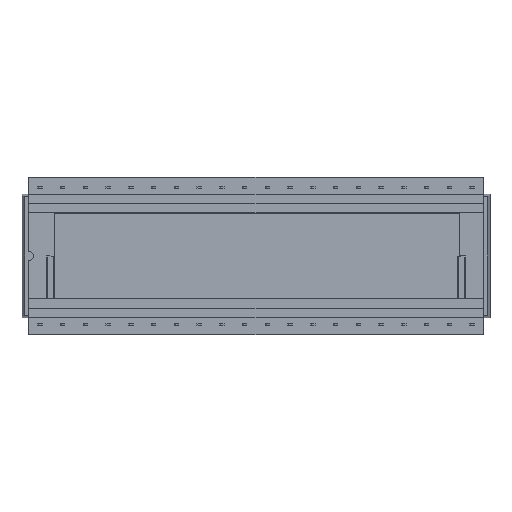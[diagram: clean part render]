
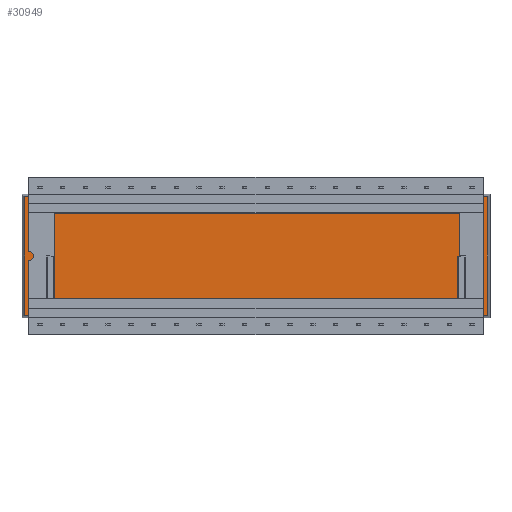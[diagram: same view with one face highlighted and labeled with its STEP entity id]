
A CAD part, front view. The second image highlights one B-rep face of the part: STEP entity #30949.
In plain terms, the highlighted planar face has unit normal (0, -1, 0).
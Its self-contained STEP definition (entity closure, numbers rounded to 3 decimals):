
#1937 = DIRECTION ( 'NONE',  ( 0., 0., -1. ) ) ;
#2837 = ORIENTED_EDGE ( 'NONE', *, *, #3480, .T. ) ;
#3480 = EDGE_CURVE ( 'NONE', #22552, #15198, #37589, .T. ) ;
#3800 = LINE ( 'NONE', #15948, #18421 ) ;
#5301 = FACE_OUTER_BOUND ( 'NONE', #20456, .T. ) ;
#5496 = DIRECTION ( 'NONE',  ( 0., 0., -1. ) ) ;
#5863 = ORIENTED_EDGE ( 'NONE', *, *, #31745, .T. ) ;
#6156 = AXIS2_PLACEMENT_3D ( 'NONE', #15149, #21147, #1937 ) ;
#8174 = ORIENTED_EDGE ( 'NONE', *, *, #30211, .T. ) ;
#8481 = EDGE_CURVE ( 'NONE', #32196, #22552, #3800, .T. ) ;
#8696 = DIRECTION ( 'NONE',  ( 1., 0., 0. ) ) ;
#9551 = VERTEX_POINT ( 'NONE', #14627 ) ;
#11590 = VECTOR ( 'NONE', #8696, 1000. ) ;
#13234 = CARTESIAN_POINT ( 'NONE',  ( -7.007, 9.528, 19.599 ) ) ;
#13256 = DIRECTION ( 'NONE',  ( 0., 0., 1. ) ) ;
#14269 = CARTESIAN_POINT ( 'NONE',  ( -58.647, 9.528, 19.599 ) ) ;
#14627 = CARTESIAN_POINT ( 'NONE',  ( -58.647, 9.528, 6.38 ) ) ;
#15149 = CARTESIAN_POINT ( 'NONE',  ( -6.697, 9.528, 6.069 ) ) ;
#15198 = VERTEX_POINT ( 'NONE', #14269 ) ;
#15948 = CARTESIAN_POINT ( 'NONE',  ( -7.007, 9.528, 19.909 ) ) ;
#18015 = PLANE ( 'NONE',  #6156 ) ;
#18421 = VECTOR ( 'NONE', #13256, 1000. ) ;
#18468 = CARTESIAN_POINT ( 'NONE',  ( -58.957, 9.528, 6.38 ) ) ;
#19032 = VECTOR ( 'NONE', #34419, 1000. ) ;
#20456 = EDGE_LOOP ( 'NONE', ( #21734, #2837, #8174, #5863 ) ) ;
#21147 = DIRECTION ( 'NONE',  ( 0., -1., 0. ) ) ;
#21511 = CARTESIAN_POINT ( 'NONE',  ( -58.957, 9.528, 19.599 ) ) ;
#21734 = ORIENTED_EDGE ( 'NONE', *, *, #8481, .T. ) ;
#22187 = CARTESIAN_POINT ( 'NONE',  ( -58.647, 9.528, 19.909 ) ) ;
#22552 = VERTEX_POINT ( 'NONE', #13234 ) ;
#24783 = LINE ( 'NONE', #18468, #11590 ) ;
#27481 = VECTOR ( 'NONE', #5496, 1000. ) ;
#30211 = EDGE_CURVE ( 'NONE', #15198, #9551, #34863, .T. ) ;
#30949 = ADVANCED_FACE ( 'NONE', ( #5301 ), #18015, .T. ) ;
#31745 = EDGE_CURVE ( 'NONE', #9551, #32196, #24783, .T. ) ;
#32196 = VERTEX_POINT ( 'NONE', #39285 ) ;
#34419 = DIRECTION ( 'NONE',  ( -1., 0., 0. ) ) ;
#34863 = LINE ( 'NONE', #22187, #27481 ) ;
#37589 = LINE ( 'NONE', #21511, #19032 ) ;
#39285 = CARTESIAN_POINT ( 'NONE',  ( -7.007, 9.528, 6.38 ) ) ;
